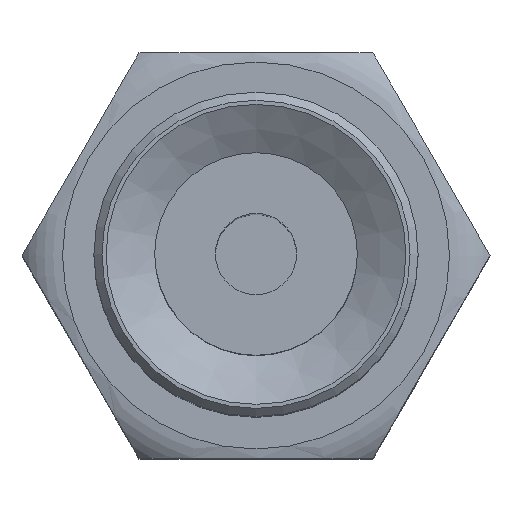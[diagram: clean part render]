
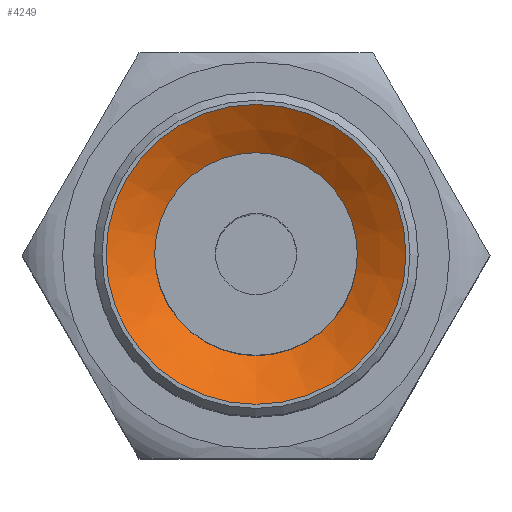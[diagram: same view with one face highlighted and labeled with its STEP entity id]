
A CAD part, top view. The second image highlights one B-rep face of the part: STEP entity #4249.
In plain terms, the highlighted conical face has half-angle 58.732 degrees and reference radius 3.1 mm.
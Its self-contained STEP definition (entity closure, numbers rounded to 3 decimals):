
#473=FACE_OUTER_BOUND('',#720,.T.);
#720=EDGE_LOOP('',(#2959,#2960,#2961,#2962,#2963));
#996=LINE('',#5518,#1430);
#1430=VECTOR('',#4711,3.1);
#1864=CIRCLE('',#4520,3.7);
#1865=CIRCLE('',#4521,2.5);
#1866=CIRCLE('',#4522,2.5);
#1889=VERTEX_POINT('',#5515);
#1890=VERTEX_POINT('',#5517);
#1891=VERTEX_POINT('',#5519);
#2316=EDGE_CURVE('',#1889,#1889,#1864,.T.);
#2317=EDGE_CURVE('',#1889,#1890,#996,.T.);
#2318=EDGE_CURVE('',#1890,#1891,#1865,.T.);
#2319=EDGE_CURVE('',#1891,#1890,#1866,.T.);
#2959=ORIENTED_EDGE('',*,*,#2316,.F.);
#2960=ORIENTED_EDGE('',*,*,#2317,.T.);
#2961=ORIENTED_EDGE('',*,*,#2318,.T.);
#2962=ORIENTED_EDGE('',*,*,#2319,.T.);
#2963=ORIENTED_EDGE('',*,*,#2317,.F.);
#4245=CONICAL_SURFACE('',#4519,3.1,1.025);
#4249=ADVANCED_FACE('',(#473),#4245,.F.);
#4519=AXIS2_PLACEMENT_3D('',#5514,#4707,#4708);
#4520=AXIS2_PLACEMENT_3D('',#5516,#4709,#4710);
#4521=AXIS2_PLACEMENT_3D('',#5520,#4712,#4713);
#4522=AXIS2_PLACEMENT_3D('',#5521,#4714,#4715);
#4707=DIRECTION('center_axis',(0.,0.,1.));
#4708=DIRECTION('ref_axis',(0.,1.,0.));
#4709=DIRECTION('center_axis',(0.,0.,-1.));
#4710=DIRECTION('ref_axis',(0.,1.,0.));
#4711=DIRECTION('',(0.,0.855,-0.519));
#4712=DIRECTION('center_axis',(0.,0.,-1.));
#4713=DIRECTION('ref_axis',(1.,0.,0.));
#4714=DIRECTION('center_axis',(0.,0.,-1.));
#4715=DIRECTION('ref_axis',(1.,0.,0.));
#5514=CARTESIAN_POINT('Origin',(0.,0.,29.636));
#5515=CARTESIAN_POINT('',(0.,-3.7,30.));
#5516=CARTESIAN_POINT('Origin',(0.,0.,30.));
#5517=CARTESIAN_POINT('',(0.,-2.5,29.271));
#5518=CARTESIAN_POINT('',(0.,-3.1,29.636));
#5519=CARTESIAN_POINT('',(2.5,0.,29.271));
#5520=CARTESIAN_POINT('Origin',(0.,0.,29.271));
#5521=CARTESIAN_POINT('Origin',(0.,0.,29.271));
